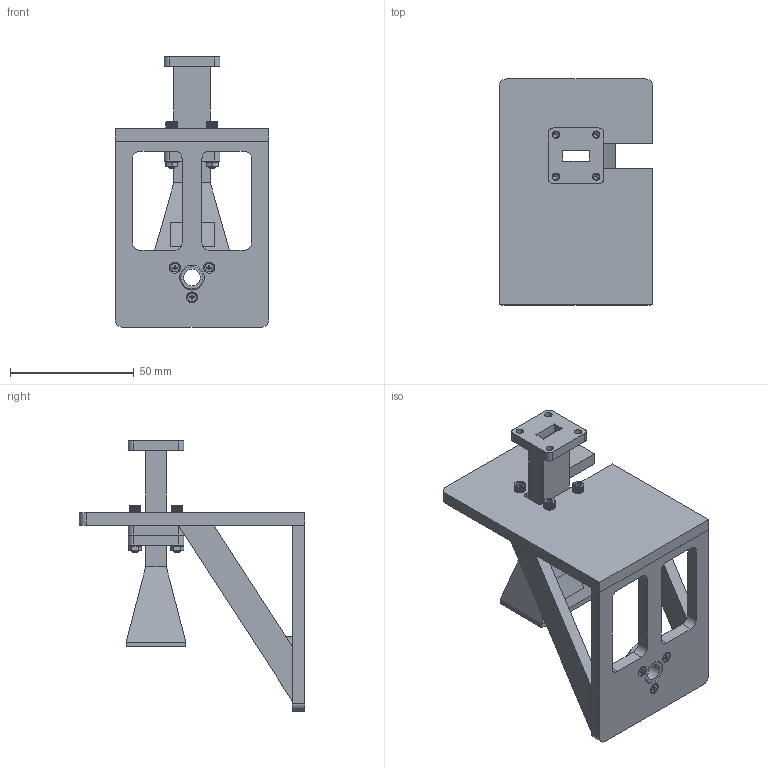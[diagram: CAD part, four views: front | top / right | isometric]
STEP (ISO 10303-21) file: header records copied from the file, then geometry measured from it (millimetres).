
FILE_DESCRIPTION (( 'STEP AP214' ), '1' );
FILE_NAME ('FM2WAN042-15_3D.step', '2024-07-17T23:28:40', ( '' ), ( '' ), 'SwSTEP 2.0', 'SolidWorks 2022', '' );
FILE_SCHEMA (( 'AUTOMOTIVE_DESIGN' ));
Length unit declared in the file: inch
Products named in the file (12): FMWAN042-15^FM2WAN042-15; 4-40HN-NARROW^FM2WAN042-15_90760A210; FM2WAN042-15_3D; Copy of 908ÂÝÄ¸^FMWAN042-LMT_FM2WAN042-15; Copy of HD-ZJL-220 À®°ÈÌìÏßÖ§¼Ü^FMWAN042-LMT_FM2WAN042-15; 4-LW^FM2WAN042-15; FBP220^FMW42S001-1.5_FM2WAN042-15; Copy of cross recessed countersunk head screws gb1_GB_CROSS_SCREWS_TYPE4 M2X8-6.8  H type-N^FMWAN042-LMT_FM2WAN042-15; Screw 4-40SH x 5_8^FM2WAN042-15; FMW42S001-1.5^FM2WAN042-15; STDF RCTL^FMW42S001-1.5_FM2WAN042-15; FMWAN042-LMT^FM2WAN042-15
Assembly tree (23 placements, depth 3):
  FM2WAN042-15_3D
    FMWAN042-LMT^FM2WAN042-15
      Copy of HD-ZJL-220 À®°ÈÌìÏßÖ§¼Ü^FMWAN042-LMT_FM2WAN042-15
      Copy of 908ÂÝÄ¸^FMWAN042-LMT_FM2WAN042-15
      Copy of cross recessed countersunk head screws gb1_GB_CROSS_SCREWS_TYPE4 M2X8-6.8  H type-N^FMWAN042-LMT_FM2WAN042-15  x3
    FMW42S001-1.5^FM2WAN042-15
      FBP220^FMW42S001-1.5_FM2WAN042-15  x2
      STDF RCTL^FMW42S001-1.5_FM2WAN042-15
    FMWAN042-15^FM2WAN042-15
    4-LW^FM2WAN042-15  x4
    4-40HN-NARROW^FM2WAN042-15_90760A210  x4
    Screw 4-40SH x 5_8^FM2WAN042-15  x4
Bounding box: 62 x 91 x 109 mm (x, y, z)
Volume: 64597.1 mm3; surface area: 42033.7 mm2
Topology: 24 solids, 24 shells, 2271 faces, 6406 edges, 4190 vertices
Faces by surface type: plane 827, cylinder 648, cone 460, torus 312, bspline 24
Entity records: 30564 total; most frequent: CARTESIAN_POINT 13285, ORIENTED_EDGE 3842, DIRECTION 3060, EDGE_CURVE 1921, VERTEX_POINT 1259, AXIS2_PLACEMENT_3D 1167, EDGE_LOOP 752, VECTOR 726
